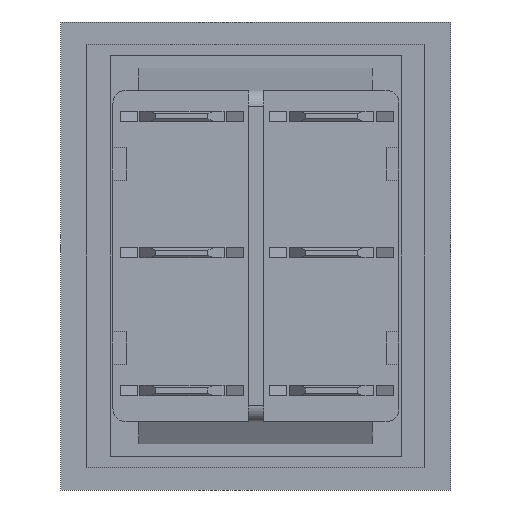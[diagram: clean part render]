
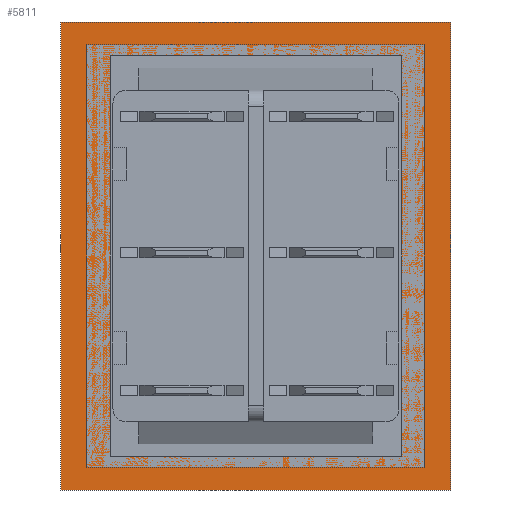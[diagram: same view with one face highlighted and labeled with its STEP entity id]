
A CAD part, left-side view. The second image highlights one B-rep face of the part: STEP entity #5811.
In plain terms, the highlighted planar face has unit normal (-1, 0, 0).
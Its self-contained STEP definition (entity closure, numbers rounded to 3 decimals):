
#409=PLANE('',#6327);
#734=FACE_OUTER_BOUND('',#1088,.T.);
#1088=EDGE_LOOP('',(#5412,#5413,#5414,#5415));
#1764=LINE('',#9502,#2452);
#1765=LINE('',#9504,#2453);
#1766=LINE('',#9506,#2454);
#1767=LINE('',#9507,#2455);
#2452=VECTOR('',#7855,10.);
#2453=VECTOR('',#7856,10.);
#2454=VECTOR('',#7857,10.);
#2455=VECTOR('',#7858,10.);
#3068=VERTEX_POINT('',#9500);
#3069=VERTEX_POINT('',#9501);
#3070=VERTEX_POINT('',#9503);
#3071=VERTEX_POINT('',#9505);
#3852=EDGE_CURVE('',#3068,#3069,#1764,.T.);
#3853=EDGE_CURVE('',#3069,#3070,#1765,.T.);
#3854=EDGE_CURVE('',#3070,#3071,#1766,.T.);
#3855=EDGE_CURVE('',#3071,#3068,#1767,.T.);
#5412=ORIENTED_EDGE('',*,*,#3852,.T.);
#5413=ORIENTED_EDGE('',*,*,#3853,.T.);
#5414=ORIENTED_EDGE('',*,*,#3854,.T.);
#5415=ORIENTED_EDGE('',*,*,#3855,.T.);
#5811=ADVANCED_FACE('',(#734),#409,.T.);
#6327=AXIS2_PLACEMENT_3D('',#9499,#7853,#7854);
#7853=DIRECTION('center_axis',(-1.,0.,0.));
#7854=DIRECTION('ref_axis',(0.,-1.,0.));
#7855=DIRECTION('',(0.,0.,1.));
#7856=DIRECTION('',(0.,1.,0.));
#7857=DIRECTION('',(0.,0.,-1.));
#7858=DIRECTION('',(0.,-1.,0.));
#9499=CARTESIAN_POINT('Origin',(15.,11.,12.75));
#9500=CARTESIAN_POINT('',(15.,-4.,-5.25));
#9501=CARTESIAN_POINT('',(15.,-4.,30.75));
#9502=CARTESIAN_POINT('',(15.,-4.,12.75));
#9503=CARTESIAN_POINT('',(15.,26.,30.75));
#9504=CARTESIAN_POINT('',(15.,11.,30.75));
#9505=CARTESIAN_POINT('',(15.,26.,-5.25));
#9506=CARTESIAN_POINT('',(15.,26.,12.75));
#9507=CARTESIAN_POINT('',(15.,11.,-5.25));
